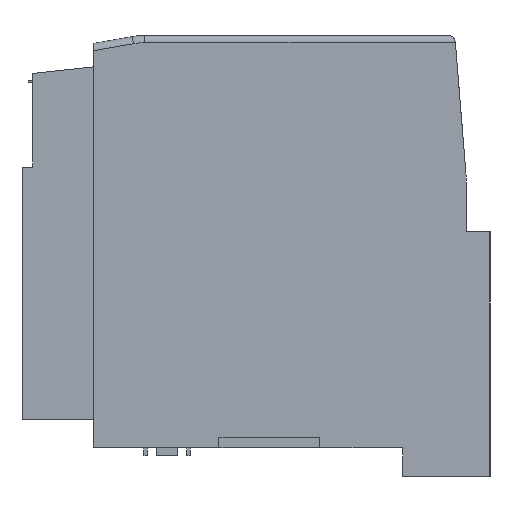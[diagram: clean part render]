
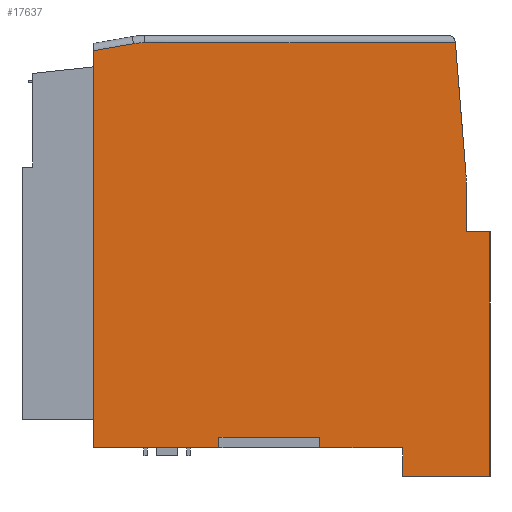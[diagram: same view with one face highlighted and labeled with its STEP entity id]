
A CAD part, left-side view. The second image highlights one B-rep face of the part: STEP entity #17637.
In plain terms, the highlighted planar face has unit normal (-1, 0, 0).
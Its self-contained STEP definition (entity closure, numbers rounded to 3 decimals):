
#110 = DIRECTION ( 'NONE',  ( -1., 0., 0. ) ) ;
#630 = VERTEX_POINT ( 'NONE', #19912 ) ;
#1031 = DIRECTION ( 'NONE',  ( 0., 0., -1. ) ) ;
#1140 = CARTESIAN_POINT ( 'NONE',  ( -23.8, -5.95, 36.791 ) ) ;
#1183 = VERTEX_POINT ( 'NONE', #3185 ) ;
#1187 = CARTESIAN_POINT ( 'NONE',  ( -23.8, 25.95, 57.35 ) ) ;
#1425 = CARTESIAN_POINT ( 'NONE',  ( -23.8, 25.95, 55.235 ) ) ;
#1959 = ORIENTED_EDGE ( 'NONE', *, *, #24785, .T. ) ;
#1974 = CARTESIAN_POINT ( 'NONE',  ( -23.8, -25.885, 38.406 ) ) ;
#2009 = EDGE_CURVE ( 'NONE', #9477, #29275, #22035, .T. ) ;
#2054 = EDGE_CURVE ( 'NONE', #1183, #11380, #4861, .T. ) ;
#2510 = EDGE_CURVE ( 'NONE', #19720, #11380, #20533, .T. ) ;
#2525 = ORIENTED_EDGE ( 'NONE', *, *, #23792, .F. ) ;
#2779 = AXIS2_PLACEMENT_3D ( 'NONE', #8933, #24860, #11182 ) ;
#2794 = DIRECTION ( 'NONE',  ( 0., 1., 0. ) ) ;
#2876 = VECTOR ( 'NONE', #29427, 1000. ) ;
#3185 = CARTESIAN_POINT ( 'NONE',  ( -23.8, -25.95, 36.791 ) ) ;
#3393 = ORIENTED_EDGE ( 'NONE', *, *, #2054, .F. ) ;
#3459 = DIRECTION ( 'NONE',  ( 0., 0., -1. ) ) ;
#3490 = EDGE_CURVE ( 'NONE', #17460, #18246, #9117, .T. ) ;
#3999 = ORIENTED_EDGE ( 'NONE', *, *, #3490, .T. ) ;
#4059 = ORIENTED_EDGE ( 'NONE', *, *, #16860, .T. ) ;
#4148 = EDGE_CURVE ( 'NONE', #15056, #13800, #22970, .T. ) ;
#4861 = LINE ( 'NONE', #19150, #27703 ) ;
#5140 = CARTESIAN_POINT ( 'NONE',  ( -23.8, -25.95, 0. ) ) ;
#6297 = ORIENTED_EDGE ( 'NONE', *, *, #11084, .F. ) ;
#6317 = FACE_OUTER_BOUND ( 'NONE', #18520, .T. ) ;
#6362 = VERTEX_POINT ( 'NONE', #1425 ) ;
#6769 = CARTESIAN_POINT ( 'NONE',  ( -23.8, 20.332, 56.216 ) ) ;
#6851 = CARTESIAN_POINT ( 'NONE',  ( -23.8, 8.45, 0. ) ) ;
#7085 = EDGE_CURVE ( 'NONE', #14340, #15386, #16185, .T. ) ;
#7802 = DIRECTION ( 'NONE',  ( 0., 0., -1. ) ) ;
#8059 = VECTOR ( 'NONE', #19434, 1000. ) ;
#8933 = CARTESIAN_POINT ( 'NONE',  ( -23.8, -25.95, 57.35 ) ) ;
#8962 = ORIENTED_EDGE ( 'NONE', *, *, #2009, .T. ) ;
#9117 = LINE ( 'NONE', #11489, #20505 ) ;
#9477 = VERTEX_POINT ( 'NONE', #9828 ) ;
#9828 = CARTESIAN_POINT ( 'NONE',  ( -23.8, -24.431, 56.35 ) ) ;
#9977 = ORIENTED_EDGE ( 'NONE', *, *, #4148, .F. ) ;
#10477 = EDGE_CURVE ( 'NONE', #9477, #28666, #21728, .T. ) ;
#10492 = ORIENTED_EDGE ( 'NONE', *, *, #12092, .F. ) ;
#11084 = EDGE_CURVE ( 'NONE', #15386, #18246, #12331, .T. ) ;
#11182 = DIRECTION ( 'NONE',  ( 0., 0., -1. ) ) ;
#11291 = EDGE_CURVE ( 'NONE', #14884, #6362, #14885, .T. ) ;
#11357 = CARTESIAN_POINT ( 'NONE',  ( -23.8, -5.55, 1.5 ) ) ;
#11380 = VERTEX_POINT ( 'NONE', #13269 ) ;
#11489 = CARTESIAN_POINT ( 'NONE',  ( -23.8, -25.95, 0. ) ) ;
#12092 = EDGE_CURVE ( 'NONE', #19720, #14340, #27595, .T. ) ;
#12130 = DIRECTION ( 'NONE',  ( 0., -0.081, -0.997 ) ) ;
#12331 = LINE ( 'NONE', #26083, #26640 ) ;
#12545 = VERTEX_POINT ( 'NONE', #24744 ) ;
#13269 = CARTESIAN_POINT ( 'NONE',  ( -23.8, -25.95, 30.05 ) ) ;
#13429 = CARTESIAN_POINT ( 'NONE',  ( -23.8, 0., 1.5 ) ) ;
#13498 = LINE ( 'NONE', #11357, #19596 ) ;
#13656 = CARTESIAN_POINT ( 'NONE',  ( -23.8, -29.25, 30.05 ) ) ;
#13740 = CARTESIAN_POINT ( 'NONE',  ( -23.8, 18.784, 47.35 ) ) ;
#13800 = VERTEX_POINT ( 'NONE', #6851 ) ;
#14052 = LINE ( 'NONE', #5140, #25497 ) ;
#14340 = VERTEX_POINT ( 'NONE', #16145 ) ;
#14352 = DIRECTION ( 'NONE',  ( 0., 1., 0. ) ) ;
#14534 = CARTESIAN_POINT ( 'NONE',  ( -23.8, -24.35, 57.35 ) ) ;
#14671 = CARTESIAN_POINT ( 'NONE',  ( -23.8, -29.25, 30.05 ) ) ;
#14884 = VERTEX_POINT ( 'NONE', #6769 ) ;
#14885 = LINE ( 'NONE', #28950, #27009 ) ;
#15005 = EDGE_CURVE ( 'NONE', #630, #13800, #14052, .T. ) ;
#15056 = VERTEX_POINT ( 'NONE', #28078 ) ;
#15123 = CARTESIAN_POINT ( 'NONE',  ( -23.8, -5.55, 0. ) ) ;
#15158 = AXIS2_PLACEMENT_3D ( 'NONE', #13740, #110, #16057 ) ;
#15204 = DIRECTION ( 'NONE',  ( 0., 0.985, -0.172 ) ) ;
#15236 = ORIENTED_EDGE ( 'NONE', *, *, #2510, .T. ) ;
#15244 = VECTOR ( 'NONE', #14352, 1000. ) ;
#15386 = VERTEX_POINT ( 'NONE', #24685 ) ;
#16057 = DIRECTION ( 'NONE',  ( 0., 0., -1. ) ) ;
#16069 = DIRECTION ( 'NONE',  ( 0., -1., 0. ) ) ;
#16145 = CARTESIAN_POINT ( 'NONE',  ( -23.8, -29.25, -4. ) ) ;
#16185 = LINE ( 'NONE', #23010, #27615 ) ;
#16341 = ORIENTED_EDGE ( 'NONE', *, *, #7085, .F. ) ;
#16860 = EDGE_CURVE ( 'NONE', #12545, #17460, #13498, .T. ) ;
#17061 = DIRECTION ( 'NONE',  ( -1., 0., 0. ) ) ;
#17460 = VERTEX_POINT ( 'NONE', #15123 ) ;
#17637 = ADVANCED_FACE ( 'NONE', ( #6317 ), #29355, .F. ) ;
#18246 = VERTEX_POINT ( 'NONE', #27125 ) ;
#18520 = EDGE_LOOP ( 'NONE', ( #19517, #8962, #25169, #23954, #25652, #28172, #9977, #2525, #4059, #3999, #6297, #16341, #10492, #15236, #3393, #1959 ) ) ;
#18642 = EDGE_CURVE ( 'NONE', #6362, #630, #20153, .T. ) ;
#19150 = CARTESIAN_POINT ( 'NONE',  ( -23.8, -25.95, 57.35 ) ) ;
#19434 = DIRECTION ( 'NONE',  ( 0., 0., -1. ) ) ;
#19517 = ORIENTED_EDGE ( 'NONE', *, *, #10477, .F. ) ;
#19596 = VECTOR ( 'NONE', #25039, 1000. ) ;
#19720 = VERTEX_POINT ( 'NONE', #14671 ) ;
#19811 = VECTOR ( 'NONE', #2794, 1000. ) ;
#19912 = CARTESIAN_POINT ( 'NONE',  ( -23.8, 25.95, 0. ) ) ;
#20153 = LINE ( 'NONE', #1187, #8059 ) ;
#20338 = LINE ( 'NONE', #13429, #2876 ) ;
#20505 = VECTOR ( 'NONE', #16069, 1000. ) ;
#20533 = LINE ( 'NONE', #21030, #19811 ) ;
#20809 = AXIS2_PLACEMENT_3D ( 'NONE', #1140, #17061, #3459 ) ;
#20833 = VECTOR ( 'NONE', #22863, 1000. ) ;
#21030 = CARTESIAN_POINT ( 'NONE',  ( -23.8, -29.25, 30.05 ) ) ;
#21285 = EDGE_CURVE ( 'NONE', #29275, #14884, #22976, .T. ) ;
#21728 = LINE ( 'NONE', #14534, #27753 ) ;
#22035 = LINE ( 'NONE', #28029, #15244 ) ;
#22268 = VECTOR ( 'NONE', #1031, 1000. ) ;
#22863 = DIRECTION ( 'NONE',  ( 0., 0., -1. ) ) ;
#22970 = LINE ( 'NONE', #23783, #22268 ) ;
#22976 = CIRCLE ( 'NONE', #15158, 9. ) ;
#23010 = CARTESIAN_POINT ( 'NONE',  ( -23.8, -17.09, -4. ) ) ;
#23397 = DIRECTION ( 'NONE',  ( 0., -1., 0. ) ) ;
#23783 = CARTESIAN_POINT ( 'NONE',  ( -23.8, 8.45, 1.5 ) ) ;
#23792 = EDGE_CURVE ( 'NONE', #12545, #15056, #20338, .T. ) ;
#23954 = ORIENTED_EDGE ( 'NONE', *, *, #11291, .T. ) ;
#24685 = CARTESIAN_POINT ( 'NONE',  ( -23.8, -17.09, -4. ) ) ;
#24744 = CARTESIAN_POINT ( 'NONE',  ( -23.8, -5.55, 1.5 ) ) ;
#24785 = EDGE_CURVE ( 'NONE', #1183, #28666, #29604, .T. ) ;
#24860 = DIRECTION ( 'NONE',  ( 1., 0., 0. ) ) ;
#25039 = DIRECTION ( 'NONE',  ( 0., 0., -1. ) ) ;
#25169 = ORIENTED_EDGE ( 'NONE', *, *, #21285, .T. ) ;
#25298 = DIRECTION ( 'NONE',  ( 0., 1., 0. ) ) ;
#25360 = CARTESIAN_POINT ( 'NONE',  ( -23.8, 18.784, 56.35 ) ) ;
#25497 = VECTOR ( 'NONE', #23397, 1000. ) ;
#25652 = ORIENTED_EDGE ( 'NONE', *, *, #18642, .T. ) ;
#26083 = CARTESIAN_POINT ( 'NONE',  ( -23.8, -17.09, -4. ) ) ;
#26640 = VECTOR ( 'NONE', #28372, 1000. ) ;
#27009 = VECTOR ( 'NONE', #15204, 1000. ) ;
#27125 = CARTESIAN_POINT ( 'NONE',  ( -23.8, -17.09, 0. ) ) ;
#27595 = LINE ( 'NONE', #13656, #20833 ) ;
#27615 = VECTOR ( 'NONE', #25298, 1000. ) ;
#27703 = VECTOR ( 'NONE', #7802, 1000. ) ;
#27753 = VECTOR ( 'NONE', #12130, 1000. ) ;
#28029 = CARTESIAN_POINT ( 'NONE',  ( -23.8, -25.95, 56.35 ) ) ;
#28078 = CARTESIAN_POINT ( 'NONE',  ( -23.8, 8.45, 1.5 ) ) ;
#28172 = ORIENTED_EDGE ( 'NONE', *, *, #15005, .T. ) ;
#28372 = DIRECTION ( 'NONE',  ( 0., 0., 1. ) ) ;
#28666 = VERTEX_POINT ( 'NONE', #1974 ) ;
#28950 = CARTESIAN_POINT ( 'NONE',  ( -23.8, -24.773, 64.091 ) ) ;
#29275 = VERTEX_POINT ( 'NONE', #25360 ) ;
#29355 = PLANE ( 'NONE',  #2779 ) ;
#29427 = DIRECTION ( 'NONE',  ( 0., 1., 0. ) ) ;
#29604 = CIRCLE ( 'NONE', #20809, 20. ) ;
